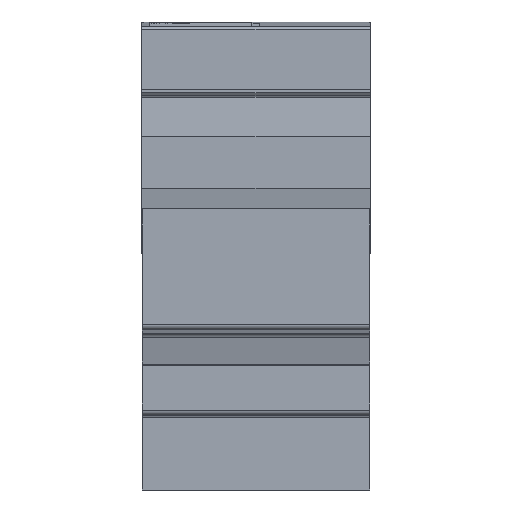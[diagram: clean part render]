
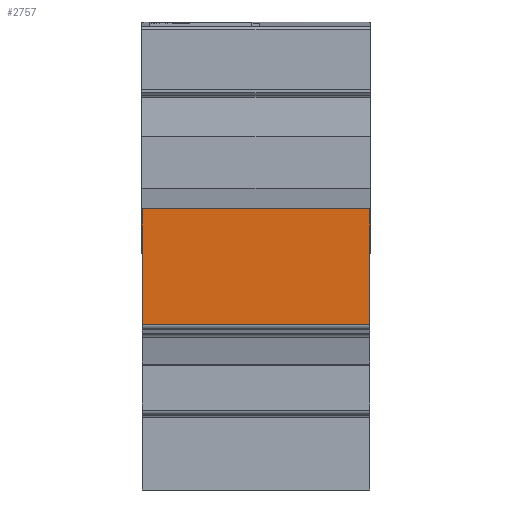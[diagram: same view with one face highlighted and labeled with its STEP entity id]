
A CAD part, front view. The second image highlights one B-rep face of the part: STEP entity #2757.
In plain terms, the highlighted planar face has unit normal (0, -1, 0).
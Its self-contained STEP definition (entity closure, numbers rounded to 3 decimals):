
#2757=ADVANCED_FACE('',(#5591),#5592,.T.);
#5591=FACE_OUTER_BOUND('',#8423,.T.);
#5592=PLANE('',#8424);
#8423=EDGE_LOOP('',(#17180,#17181,#17182,#17183,#17184,#17185,#17186,#17187));
#8424=AXIS2_PLACEMENT_3D('',#17188,#17189,#17190);
#17180=ORIENTED_EDGE('',*,*,#18049,.T.);
#17181=ORIENTED_EDGE('',*,*,#17493,.F.);
#17182=ORIENTED_EDGE('',*,*,#17472,.T.);
#17183=ORIENTED_EDGE('',*,*,#17487,.T.);
#17184=ORIENTED_EDGE('',*,*,#17479,.F.);
#17185=ORIENTED_EDGE('',*,*,#20724,.F.);
#17186=ORIENTED_EDGE('',*,*,#20351,.T.);
#17187=ORIENTED_EDGE('',*,*,#20722,.T.);
#17188=CARTESIAN_POINT('',(0.05,0.,42.78));
#17189=DIRECTION('',(0.0,-1.0,0.0));
#17190=DIRECTION('',(0.0,0.0,1.0));
#17472=EDGE_CURVE('',#21070,#21068,#21071,.T.);
#17479=EDGE_CURVE('',#21081,#21076,#21083,.T.);
#17487=EDGE_CURVE('',#21068,#21076,#21093,.T.);
#17493=EDGE_CURVE('',#21070,#21101,#21102,.T.);
#18049=EDGE_CURVE('',#21941,#21101,#21942,.T.);
#20351=EDGE_CURVE('',#25398,#25396,#25399,.T.);
#20722=EDGE_CURVE('',#25396,#21941,#25911,.T.);
#20724=EDGE_CURVE('',#25398,#21081,#25913,.T.);
#21068=VERTEX_POINT('',#26403);
#21070=VERTEX_POINT('',#26406);
#21071=LINE('',#26407,#26408);
#21076=VERTEX_POINT('',#26415);
#21081=VERTEX_POINT('',#26422);
#21083=LINE('',#26425,#26426);
#21093=LINE('',#26441,#26442);
#21101=VERTEX_POINT('',#26453);
#21102=LINE('',#26454,#26455);
#21941=VERTEX_POINT('',#27643);
#21942=LINE('',#27644,#27645);
#25396=VERTEX_POINT('',#32674);
#25398=VERTEX_POINT('',#32676);
#25399=LINE('',#32677,#32678);
#25911=LINE('',#33411,#33412);
#25913=LINE('',#33414,#33415);
#26403=CARTESIAN_POINT('',(44.9,0.0,55.4));
#26406=CARTESIAN_POINT('',(44.9,0.0,53.0));
#26407=CARTESIAN_POINT('',(44.9,0.0,53.0));
#26408=VECTOR('',#33633,1.0);
#26415=CARTESIAN_POINT('',(0.1,0.0,55.4));
#26422=CARTESIAN_POINT('',(0.1,0.0,53.0));
#26425=CARTESIAN_POINT('',(0.1,0.0,53.0));
#26426=VECTOR('',#33639,1.0);
#26441=CARTESIAN_POINT('',(44.9,0.0,55.4));
#26442=VECTOR('',#33645,1.0);
#26453=CARTESIAN_POINT('',(44.95,0.,53.0));
#26454=CARTESIAN_POINT('',(0.05,0.,53.0));
#26455=VECTOR('',#33649,1.0);
#27643=CARTESIAN_POINT('',(44.95,0.,32.561));
#27644=CARTESIAN_POINT('',(44.95,0.,53.0));
#27645=VECTOR('',#34185,1.0);
#32674=CARTESIAN_POINT('',(0.05,0.,32.561));
#32676=CARTESIAN_POINT('',(0.05,0.,53.0));
#32677=CARTESIAN_POINT('',(0.05,0.,53.0));
#32678=VECTOR('',#36402,1.0);
#33411=CARTESIAN_POINT('',(0.05,0.,32.561));
#33412=VECTOR('',#36714,1.0);
#33414=CARTESIAN_POINT('',(0.05,0.,53.0));
#33415=VECTOR('',#36715,1.0);
#33633=DIRECTION('',(0.0,0.0,1.0));
#33639=DIRECTION('',(0.0,0.0,1.0));
#33645=DIRECTION('',(-1.0,0.0,0.0));
#33649=DIRECTION('',(1.0,0.0,0.0));
#34185=DIRECTION('',(0.0,0.0,1.0));
#36402=DIRECTION('',(0.0,0.0,-1.0));
#36714=DIRECTION('',(1.0,0.0,0.0));
#36715=DIRECTION('',(1.0,0.0,0.0));
